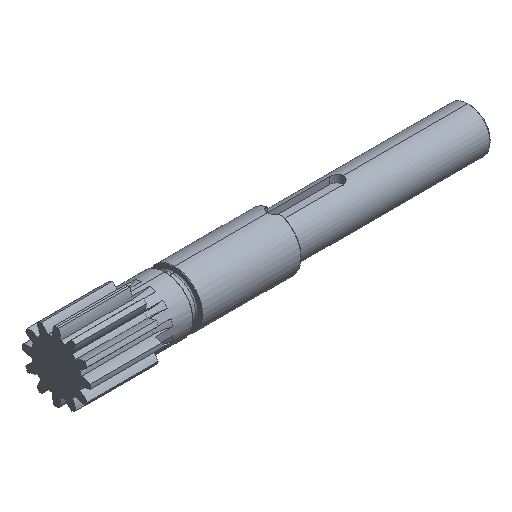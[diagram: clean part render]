
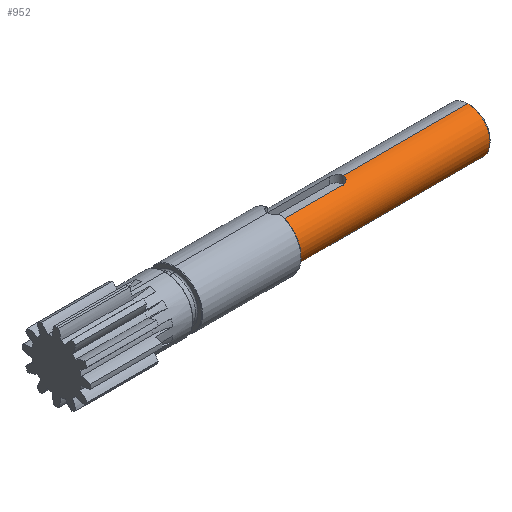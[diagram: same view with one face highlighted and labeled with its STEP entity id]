
A CAD part, isometric view. The second image highlights one B-rep face of the part: STEP entity #952.
In plain terms, the highlighted cylindrical face has radius 10 mm (diameter 20 mm), a partial arc.
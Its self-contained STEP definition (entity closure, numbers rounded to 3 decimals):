
#89 = DIRECTION ( 'NONE',  ( -1., 0., 0. ) ) ;
#124 = EDGE_CURVE ( 'NONE', #2581, #708, #3516, .T. ) ;
#126 = DIRECTION ( 'NONE',  ( -1., 0., 0. ) ) ;
#182 = ORIENTED_EDGE ( 'NONE', *, *, #124, .F. ) ;
#186 = VERTEX_POINT ( 'NONE', #3232 ) ;
#307 = CARTESIAN_POINT ( 'NONE',  ( 128.98, -0.397, 9.994 ) ) ;
#319 = ORIENTED_EDGE ( 'NONE', *, *, #401, .F. ) ;
#384 = ORIENTED_EDGE ( 'NONE', *, *, #1935, .T. ) ;
#398 = CARTESIAN_POINT ( 'NONE',  ( 98., 0., 0. ) ) ;
#401 = EDGE_CURVE ( 'NONE', #807, #2581, #1693, .T. ) ;
#527 = EDGE_CURVE ( 'NONE', #807, #186, #2850, .T. ) ;
#574 = CARTESIAN_POINT ( 'NONE',  ( 129., 0., 10. ) ) ;
#594 = CARTESIAN_POINT ( 'NONE',  ( 128.384, -1.831, 9.832 ) ) ;
#628 = CYLINDRICAL_SURFACE ( 'NONE', #2962, 10. ) ;
#665 = CARTESIAN_POINT ( 'NONE',  ( 126.199, -3., 9.539 ) ) ;
#708 = VERTEX_POINT ( 'NONE', #2934 ) ;
#731 = DIRECTION ( 'NONE',  ( -1., 0., 0. ) ) ;
#807 = VERTEX_POINT ( 'NONE', #1547 ) ;
#936 = DIRECTION ( 'NONE',  ( 0., 0., 1. ) ) ;
#952 = ADVANCED_FACE ( 'NONE', ( #1678 ), #628, .T. ) ;
#1138 = CARTESIAN_POINT ( 'NONE',  ( -62.872, 0., -10. ) ) ;
#1185 = DIRECTION ( 'NONE',  ( -1., 0., 0. ) ) ;
#1209 = CARTESIAN_POINT ( 'NONE',  ( -62.872, 0., 0. ) ) ;
#1228 = DIRECTION ( 'NONE',  ( -1., 0., 0. ) ) ;
#1256 = CARTESIAN_POINT ( 'NONE',  ( -62.872, -3., 9.539 ) ) ;
#1309 = CARTESIAN_POINT ( 'NONE',  ( -62.872, 0., 10. ) ) ;
#1383 = VERTEX_POINT ( 'NONE', #1783 ) ;
#1425 = CARTESIAN_POINT ( 'NONE',  ( 128.846, -0.97, 9.955 ) ) ;
#1489 = ORIENTED_EDGE ( 'NONE', *, *, #2096, .T. ) ;
#1496 = DIRECTION ( 'NONE',  ( 0., 0., 1. ) ) ;
#1547 = CARTESIAN_POINT ( 'NONE',  ( 185., 0., -10. ) ) ;
#1641 = CARTESIAN_POINT ( 'NONE',  ( 98., 0., -10. ) ) ;
#1670 = CARTESIAN_POINT ( 'NONE',  ( 129., -0.197, 10. ) ) ;
#1678 = FACE_OUTER_BOUND ( 'NONE', #2611, .T. ) ;
#1687 = CARTESIAN_POINT ( 'NONE',  ( 128.903, -0.782, 9.971 ) ) ;
#1693 = LINE ( 'NONE', #1138, #1986 ) ;
#1713 = CARTESIAN_POINT ( 'NONE',  ( 126.785, -2.902, 9.57 ) ) ;
#1737 = DIRECTION ( 'NONE',  ( 0., 0., 1. ) ) ;
#1744 = CARTESIAN_POINT ( 'NONE',  ( 128.259, -1.983, 9.802 ) ) ;
#1763 = CARTESIAN_POINT ( 'NONE',  ( 126., -3., 9.539 ) ) ;
#1783 = CARTESIAN_POINT ( 'NONE',  ( 126., -3., 9.539 ) ) ;
#1935 = EDGE_CURVE ( 'NONE', #1383, #708, #2900, .T. ) ;
#1962 = ORIENTED_EDGE ( 'NONE', *, *, #527, .T. ) ;
#1986 = VECTOR ( 'NONE', #89, 1000. ) ;
#2030 = CARTESIAN_POINT ( 'NONE',  ( 127.983, -2.26, 9.742 ) ) ;
#2050 = CARTESIAN_POINT ( 'NONE',  ( 127.833, -2.383, 9.713 ) ) ;
#2096 = EDGE_CURVE ( 'NONE', #186, #2829, #2642, .T. ) ;
#2209 = CARTESIAN_POINT ( 'NONE',  ( 129., 0., 10. ) ) ;
#2255 = B_SPLINE_CURVE_WITH_KNOTS ( 'NONE', 3,
 ( #574, #1670, #307, #1687, #1425, #3340, #3065, #594, #1744, #2030, #2050, #3117, #3371, #3393, #1713, #3132, #665, #1763 ),
 .UNSPECIFIED., .F., .F.,
 ( 4, 2, 2, 2, 2, 2, 2, 2, 4 ),
 ( 0.005, 0.005, 0.006, 0.006, 0.007, 0.008, 0.008, 0.009, 0.009 ),
 .UNSPECIFIED. ) ;
#2581 = VERTEX_POINT ( 'NONE', #1641 ) ;
#2611 = EDGE_LOOP ( 'NONE', ( #319, #1962, #1489, #3357, #384, #182 ) ) ;
#2629 = VECTOR ( 'NONE', #1185, 1000. ) ;
#2642 = LINE ( 'NONE', #1309, #2737 ) ;
#2737 = VECTOR ( 'NONE', #731, 1000. ) ;
#2775 = CARTESIAN_POINT ( 'NONE',  ( 185., 0., 0. ) ) ;
#2829 = VERTEX_POINT ( 'NONE', #2209 ) ;
#2850 = CIRCLE ( 'NONE', #3369, 10. ) ;
#2873 = DIRECTION ( 'NONE',  ( -1., 0., 0. ) ) ;
#2885 = EDGE_CURVE ( 'NONE', #2829, #1383, #2255, .T. ) ;
#2900 = LINE ( 'NONE', #1256, #2629 ) ;
#2934 = CARTESIAN_POINT ( 'NONE',  ( 98., -3., 9.539 ) ) ;
#2962 = AXIS2_PLACEMENT_3D ( 'NONE', #1209, #126, #1737 ) ;
#3065 = CARTESIAN_POINT ( 'NONE',  ( 128.601, -1.507, 9.887 ) ) ;
#3117 = CARTESIAN_POINT ( 'NONE',  ( 127.509, -2.6, 9.657 ) ) ;
#3132 = CARTESIAN_POINT ( 'NONE',  ( 126.399, -2.98, 9.546 ) ) ;
#3232 = CARTESIAN_POINT ( 'NONE',  ( 185., 0., 10. ) ) ;
#3286 = AXIS2_PLACEMENT_3D ( 'NONE', #398, #1228, #936 ) ;
#3340 = CARTESIAN_POINT ( 'NONE',  ( 128.694, -1.334, 9.912 ) ) ;
#3357 = ORIENTED_EDGE ( 'NONE', *, *, #2885, .T. ) ;
#3369 = AXIS2_PLACEMENT_3D ( 'NONE', #2775, #2873, #1496 ) ;
#3371 = CARTESIAN_POINT ( 'NONE',  ( 127.333, -2.694, 9.63 ) ) ;
#3393 = CARTESIAN_POINT ( 'NONE',  ( 126.972, -2.845, 9.587 ) ) ;
#3516 = CIRCLE ( 'NONE', #3286, 10. ) ;
